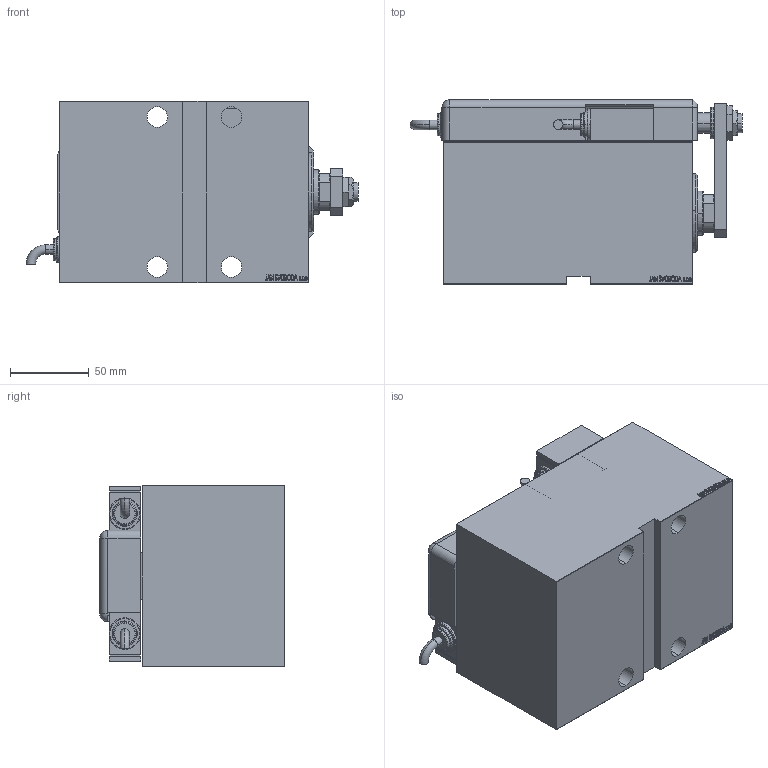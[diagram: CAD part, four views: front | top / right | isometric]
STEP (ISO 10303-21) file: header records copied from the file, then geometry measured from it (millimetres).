
FILE_DESCRIPTION (( 'STEP AP203' ), '1' );
FILE_NAME ('8542.STEP', '2022-04-17T01:50:39', ( '' ), ( '' ), 'SwSTEP 2.0', 'SolidWorks 2019', '' );
FILE_SCHEMA (( 'CONFIG_CONTROL_DESIGN' ));
Length unit declared in the file: millimetre
Products named in the file (13): MAGNETIC SWITCH Q 75e2df16081b34573b2567c789484b58; ZARAZKA_Q 75e2df16081b34573b2567c789484b58; SWITCH DIM A_G 75e2df16081b34573b2567c789484b58; V450CM_G_Body 75e2df16081b34573b2567c789484b58; V450CM_G_VCP 75e2df16081b34573b2567c789484b58; SWITCH Q 75e2df16081b34573b2567c789484b58; V450CM_VC_G 75e2df16081b34573b2567c789484b58; SWITCH_Q_FRONT_BACK 75e2df16081b34573b2567c789484b58; NUT_D13 75e2df16081b34573b2567c789484b58; KRYT 75e2df16081b34573b2567c789484b58; TYC 75e2df16081b34573b2567c789484b58; 8542; NUT_D19 75e2df16081b34573b2567c789484b58
Assembly tree (13 placements, depth 3):
  8542
    V450CM_G_Body 75e2df16081b34573b2567c789484b58
    V450CM_G_VCP 75e2df16081b34573b2567c789484b58
    V450CM_VC_G 75e2df16081b34573b2567c789484b58
    MAGNETIC SWITCH Q 75e2df16081b34573b2567c789484b58
      SWITCH_Q_FRONT_BACK 75e2df16081b34573b2567c789484b58
      TYC 75e2df16081b34573b2567c789484b58
      ZARAZKA_Q 75e2df16081b34573b2567c789484b58
      SWITCH DIM A_G 75e2df16081b34573b2567c789484b58
      NUT_D19 75e2df16081b34573b2567c789484b58
      NUT_D13 75e2df16081b34573b2567c789484b58
      KRYT 75e2df16081b34573b2567c789484b58
      SWITCH Q 75e2df16081b34573b2567c789484b58  x2
Bounding box: 210.46 x 116.8 x 115 mm (x, y, z)
Volume: 1468469.4 mm3; surface area: 237277.9 mm2
Topology: 13 solids, 13 shells, 1242 faces, 3154 edges, 2083 vertices
Faces by surface type: plane 618, bspline 471, cylinder 107, cone 22, torus 22, sphere 2
Entity records: 58915 total; most frequent: CARTESIAN_POINT 31425, ORIENTED_EDGE 6112, DIRECTION 3846, EDGE_CURVE 3056, VERTEX_POINT 2023, VECTOR 1834, LINE 1834, EDGE_LOOP 1371
